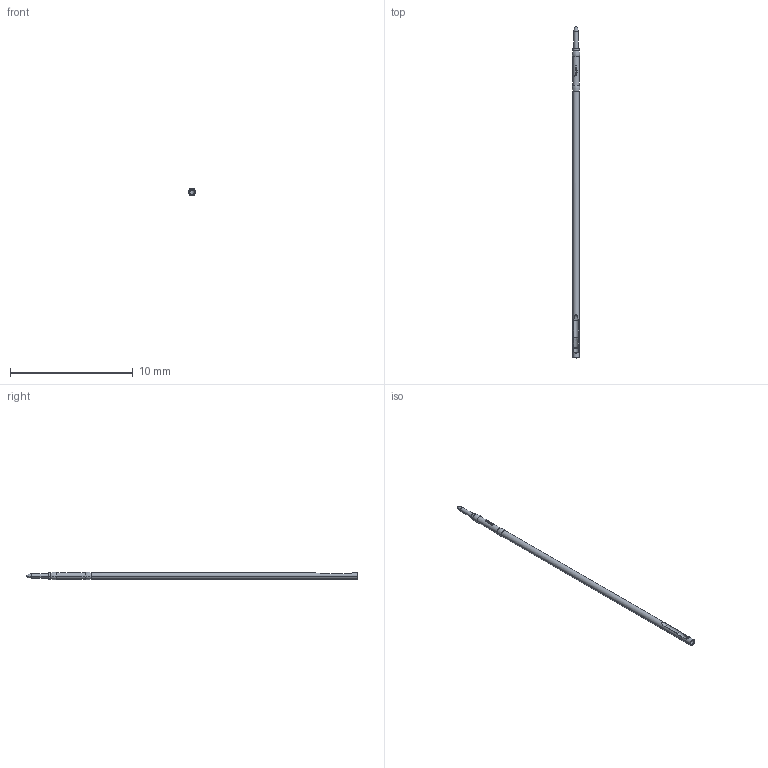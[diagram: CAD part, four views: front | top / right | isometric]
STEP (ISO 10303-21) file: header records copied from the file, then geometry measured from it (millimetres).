
FILE_DESCRIPTION (( 'STEP AP203' ), '1' );
FILE_NAME ('INGUN_KT-S-031_57_27.STEP', '2022-01-25T09:11:33', ( 'ochi' ), ( '' ), 'SwSTEP 2.0', 'SolidWorks 2018', '' );
FILE_SCHEMA (( 'CONFIG_CONTROL_DESIGN' ));
Length unit declared in the file: millimetre
Products named in the file (1): INGUN_KT-S-031_57_27
Bounding box: 0.6 x 27 x 0.6 mm (x, y, z)
Volume: 5.5 mm3; surface area: 45.3 mm2
Topology: 1 solids, 1 shells, 102 faces, 261 edges, 168 vertices
Faces by surface type: plane 47, bspline 25, cylinder 18, torus 6, cone 6
Entity records: 3398 total; most frequent: CARTESIAN_POINT 1039, ORIENTED_EDGE 522, DIRECTION 400, EDGE_CURVE 261, VERTEX_POINT 168, AXIS2_PLACEMENT_3D 155, EDGE_LOOP 111, FACE_OUTER_BOUND 102
